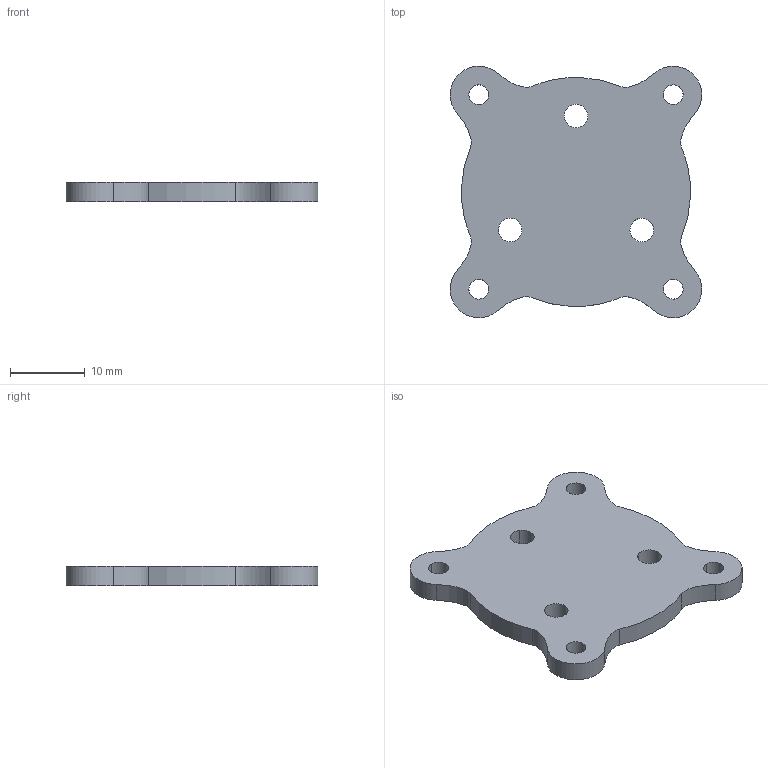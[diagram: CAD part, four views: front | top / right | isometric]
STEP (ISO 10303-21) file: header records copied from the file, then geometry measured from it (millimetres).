
FILE_DESCRIPTION(/* description */ (''),/* implementation_level */ '2;1');
FILE_NAME(/* name */ 'Cap',/* time_stamp */ '2016-09-27T15:20:09-04:00',/* author */ (''),/* organization */ (''),/* preprocessor_version */ 'ST-DEVELOPER v15',/* originating_system */ '',/* authorisation */ '');
FILE_SCHEMA (('AUTOMOTIVE_DESIGN'));
Length unit declared in the file: millimetre
Products named in the file (1): Document
Bounding box: 33.62 x 33.62 x 2.6 mm (x, y, z)
Volume: 2328.4 mm3; surface area: 2307.5 mm2
Topology: 1 solids, 1 shells, 32 faces, 90 edges, 60 vertices
Faces by surface type: bspline 30, plane 2
Entity records: 1218 total; most frequent: CARTESIAN_POINT 724, ORIENTED_EDGE 180, EDGE_CURVE 90, VERTEX_POINT 60, EDGE_LOOP 46, ADVANCED_FACE 32, FACE_OUTER_BOUND 32, FACE_BOUND 14
